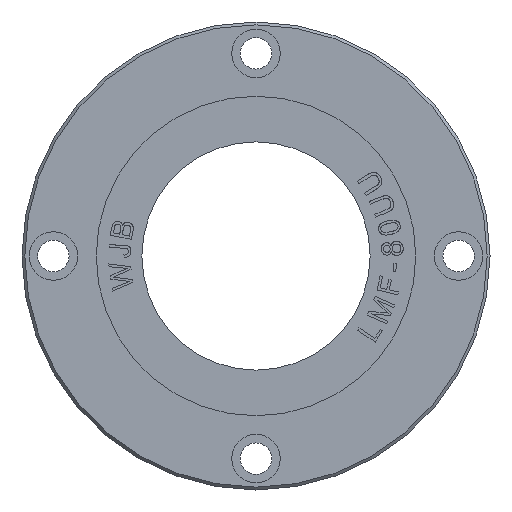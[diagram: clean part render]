
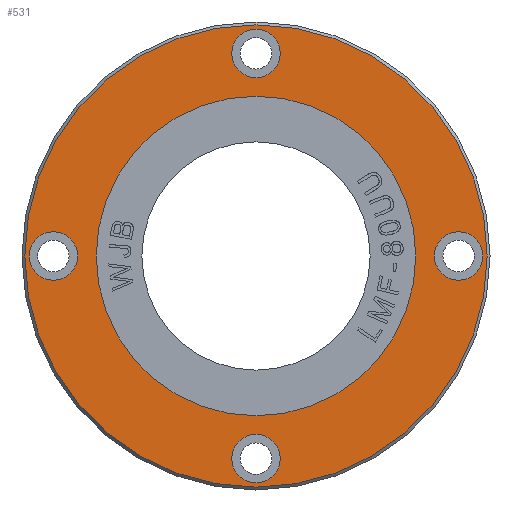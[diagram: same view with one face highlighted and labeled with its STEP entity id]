
A CAD part, left-side view. The second image highlights one B-rep face of the part: STEP entity #531.
In plain terms, the highlighted planar face has unit normal (-1, 0, 0).
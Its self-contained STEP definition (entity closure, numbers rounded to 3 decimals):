
#531=ADVANCED_FACE('',(#2057,#2058,#2059,#2060,#2061,#2062),#853,.T.);
#853=PLANE('',#5863);
#1970=CIRCLE('',#5856,81.);
#1971=CIRCLE('',#5857,56.);
#1972=CIRCLE('',#5858,56.);
#1973=CIRCLE('',#5859,8.5);
#1974=CIRCLE('',#5860,8.5);
#1975=CIRCLE('',#5861,8.5);
#1976=CIRCLE('',#5862,8.5);
#2057=FACE_BOUND('',#2174,.T.);
#2058=FACE_BOUND('',#2175,.T.);
#2059=FACE_BOUND('',#2176,.T.);
#2060=FACE_BOUND('',#2177,.T.);
#2061=FACE_BOUND('',#2178,.T.);
#2062=FACE_BOUND('',#2179,.T.);
#2174=EDGE_LOOP('',(#2762));
#2175=EDGE_LOOP('',(#2763,#2764));
#2176=EDGE_LOOP('',(#2765));
#2177=EDGE_LOOP('',(#2766));
#2178=EDGE_LOOP('',(#2767));
#2179=EDGE_LOOP('',(#2768));
#2762=ORIENTED_EDGE('',*,*,#4862,.T.);
#2763=ORIENTED_EDGE('',*,*,#4863,.T.);
#2764=ORIENTED_EDGE('',*,*,#4864,.T.);
#2765=ORIENTED_EDGE('',*,*,#4865,.F.);
#2766=ORIENTED_EDGE('',*,*,#4866,.F.);
#2767=ORIENTED_EDGE('',*,*,#4867,.F.);
#2768=ORIENTED_EDGE('',*,*,#4868,.F.);
#4328=VERTEX_POINT('',#8495);
#4329=VERTEX_POINT('',#8497);
#4330=VERTEX_POINT('',#8498);
#4331=VERTEX_POINT('',#8501);
#4332=VERTEX_POINT('',#8503);
#4333=VERTEX_POINT('',#8505);
#4334=VERTEX_POINT('',#8507);
#4862=EDGE_CURVE('',#4328,#4328,#1970,.T.);
#4863=EDGE_CURVE('',#4329,#4330,#1971,.T.);
#4864=EDGE_CURVE('',#4330,#4329,#1972,.T.);
#4865=EDGE_CURVE('',#4331,#4331,#1973,.T.);
#4866=EDGE_CURVE('',#4332,#4332,#1974,.T.);
#4867=EDGE_CURVE('',#4333,#4333,#1975,.T.);
#4868=EDGE_CURVE('',#4334,#4334,#1976,.T.);
#5856=AXIS2_PLACEMENT_3D('',#8494,#6325,#6326);
#5857=AXIS2_PLACEMENT_3D('',#8496,#6327,#6328);
#5858=AXIS2_PLACEMENT_3D('',#8499,#6329,#6330);
#5859=AXIS2_PLACEMENT_3D('',#8500,#6331,#6332);
#5860=AXIS2_PLACEMENT_3D('',#8502,#6333,#6334);
#5861=AXIS2_PLACEMENT_3D('',#8504,#6335,#6336);
#5862=AXIS2_PLACEMENT_3D('',#8506,#6337,#6338);
#5863=AXIS2_PLACEMENT_3D('',#8508,#6339,#6340);
#6325=DIRECTION('',(-1.,0.,0.));
#6326=DIRECTION('',(0.,0.,1.));
#6327=DIRECTION('',(1.,0.,0.));
#6328=DIRECTION('',(0.,0.,1.));
#6329=DIRECTION('',(1.,0.,0.));
#6330=DIRECTION('',(0.,0.,1.));
#6331=DIRECTION('',(-1.,0.,0.));
#6332=DIRECTION('',(0.,0.,1.));
#6333=DIRECTION('',(-1.,0.,0.));
#6334=DIRECTION('',(0.,0.,1.));
#6335=DIRECTION('',(-1.,0.,0.));
#6336=DIRECTION('',(0.,0.,1.));
#6337=DIRECTION('',(-1.,0.,0.));
#6338=DIRECTION('',(0.,0.,1.));
#6339=DIRECTION('',(-1.,0.,0.));
#6340=DIRECTION('',(0.,0.,1.));
#8494=CARTESIAN_POINT('',(0.,0.,0.));
#8495=CARTESIAN_POINT('',(0.,0.,81.));
#8496=CARTESIAN_POINT('',(0.,0.,0.));
#8497=CARTESIAN_POINT('',(0.,0.,-56.));
#8498=CARTESIAN_POINT('',(0.,0.,56.));
#8499=CARTESIAN_POINT('',(0.,0.,0.));
#8500=CARTESIAN_POINT('',(0.,71.,0.));
#8501=CARTESIAN_POINT('',(0.,71.,8.5));
#8502=CARTESIAN_POINT('',(0.,-71.,0.));
#8503=CARTESIAN_POINT('',(0.,-71.,8.5));
#8504=CARTESIAN_POINT('',(0.,0.,71.));
#8505=CARTESIAN_POINT('',(0.,0.,79.5));
#8506=CARTESIAN_POINT('',(0.,0.,-71.));
#8507=CARTESIAN_POINT('',(0.,0.,-62.5));
#8508=CARTESIAN_POINT('',(0.,-67.32,-66.));
